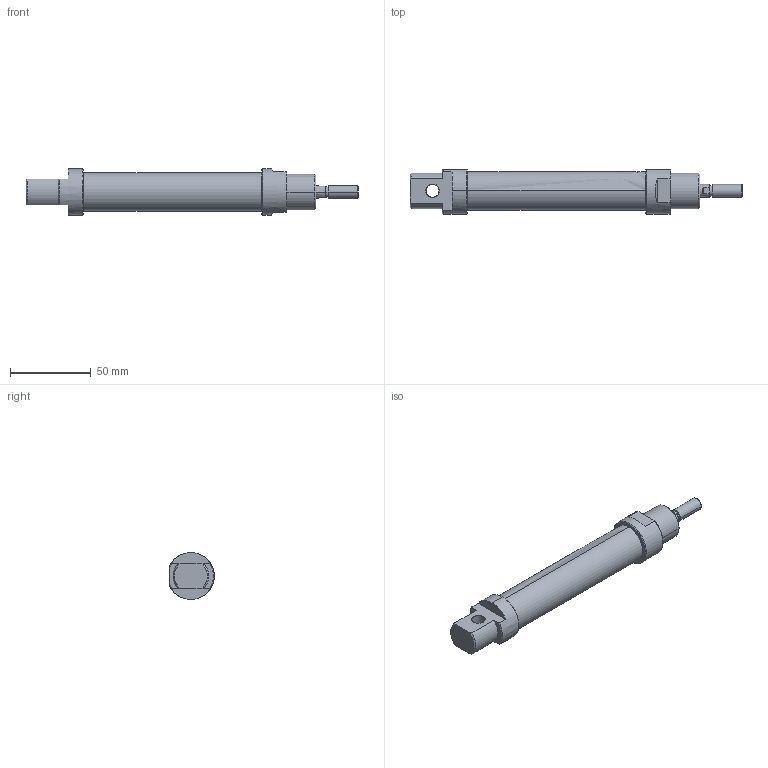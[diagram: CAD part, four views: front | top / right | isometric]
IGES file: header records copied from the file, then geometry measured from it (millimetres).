
Start section: SolidWorks IGES file using analytic representation for surfaces
Global section: file name: TW_007_020_0050.IGS; native system: SolidWorks 2013; preprocessor: SolidWorks 2013; author: technolog; date: 140714.113438; units: millimetre
Bounding box: 205.5 x 27.6 x 29 mm (x, y, z)
Volume: 56310.8 mm3; surface area: 29552.7 mm2
Topology: 4 solids, 4 shells, 247 faces, 1304 edges, 1695 vertices
Faces by surface type: plane 131, revolution 103, bspline 13
